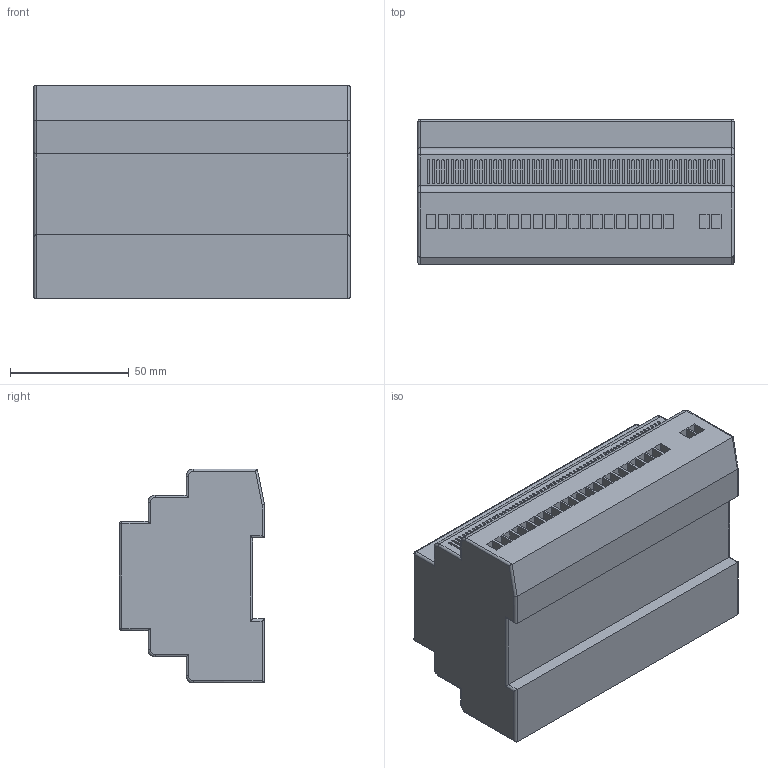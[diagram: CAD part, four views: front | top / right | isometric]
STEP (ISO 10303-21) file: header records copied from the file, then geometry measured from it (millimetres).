
FILE_DESCRIPTION (( 'STEP AP203' ), '1' );
FILE_NAME ('HVAC-S-CPU.STEP', '2023-10-05T12:22:46', ( '' ), ( '' ), 'SwSTEP 2.0', 'SolidWorks 2022', '' );
FILE_SCHEMA (( 'CONFIG_CONTROL_DESIGN' ));
Length unit declared in the file: millimetre
Products named in the file (1): HVAC-S-CPU
Bounding box: 133 x 61 x 90 mm (x, y, z)
Volume: 570673.8 mm3; surface area: 70214.2 mm2
Topology: 1 solids, 1 shells, 1530 faces, 3917 edges, 2592 vertices
Faces by surface type: plane 894, cylinder 624, torus 8, sphere 4
Entity records: 46526 total; most frequent: DIRECTION 8165, CARTESIAN_POINT 8102, ORIENTED_EDGE 7826, EDGE_CURVE 3913, AXIS2_PLACEMENT_3D 2743, VECTOR 2679, LINE 2679, VERTEX_POINT 2592
